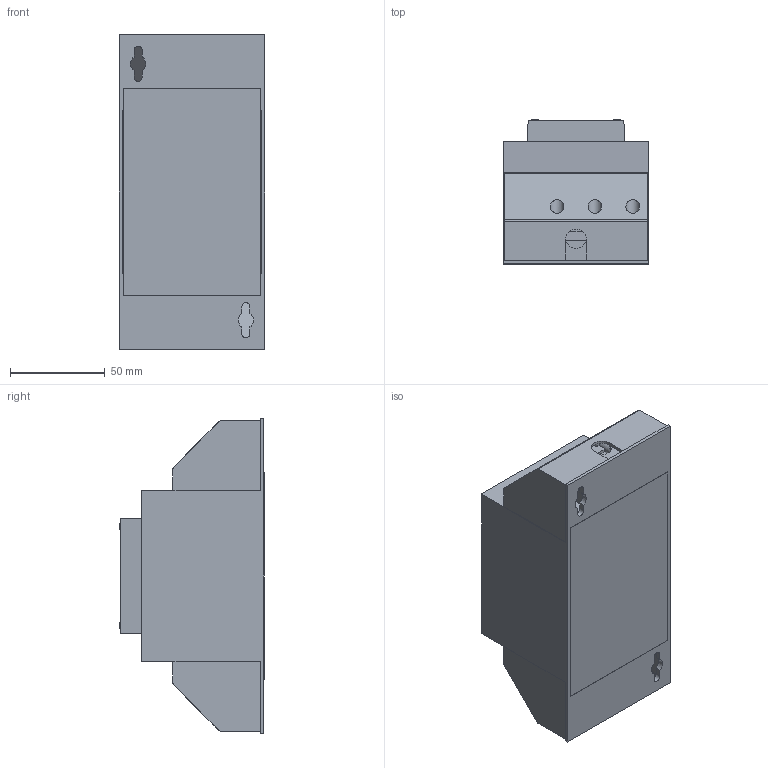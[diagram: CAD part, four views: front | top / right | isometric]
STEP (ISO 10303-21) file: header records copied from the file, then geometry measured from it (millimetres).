
FILE_DESCRIPTION (( 'STEP AP214' ), '1' );
FILE_NAME ('845705.STEP', '2024-02-05T15:42:18', ( '' ), ( '' ), 'SwSTEP 2.0', 'SolidWorks 2022', '' );
FILE_SCHEMA (( 'AUTOMOTIVE_DESIGN' ));
Length unit declared in the file: millimetre
Products named in the file (1): 845705
Bounding box: 77 x 76.5 x 166 mm (x, y, z)
Volume: 130383.8 mm3; surface area: 126412.1 mm2
Topology: 1 solids, 1 shells, 392 faces, 1053 edges, 684 vertices
Faces by surface type: plane 231, cylinder 137, torus 24
Entity records: 12313 total; most frequent: CARTESIAN_POINT 2220, DIRECTION 2127, ORIENTED_EDGE 2106, EDGE_CURVE 1053, AXIS2_PLACEMENT_3D 711, LINE 705, VECTOR 705, VERTEX_POINT 684
